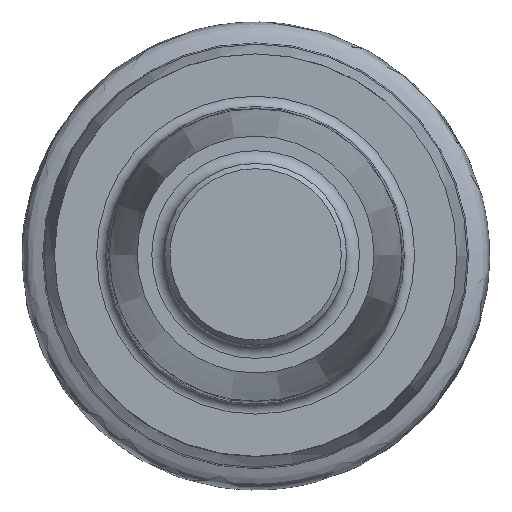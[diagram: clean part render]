
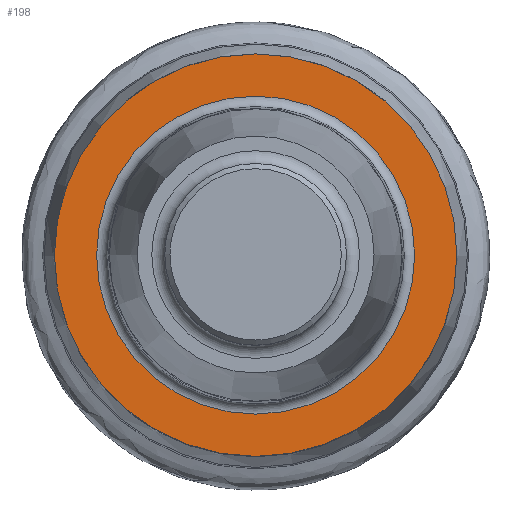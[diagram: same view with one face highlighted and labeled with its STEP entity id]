
A CAD part, top view. The second image highlights one B-rep face of the part: STEP entity #198.
In plain terms, the highlighted planar face has unit normal (0, 0, 1).
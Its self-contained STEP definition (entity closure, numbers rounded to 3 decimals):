
#159=PLANE('',#710);
#198=ADVANCED_FACE('CU_SU5',(#268,#269),#159,.F.);
#268=FACE_BOUND('',#328,.T.);
#269=FACE_BOUND('',#329,.T.);
#328=EDGE_LOOP('',(#412));
#329=EDGE_LOOP('',(#413));
#412=ORIENTED_EDGE('',*,*,#544,.T.);
#413=ORIENTED_EDGE('',*,*,#543,.F.);
#497=VERTEX_POINT('',#1160);
#498=VERTEX_POINT('',#1163);
#543=EDGE_CURVE('',#497,#497,#584,.T.);
#544=EDGE_CURVE('',#498,#498,#585,.T.);
#584=CIRCLE('',#707,7.75);
#585=CIRCLE('',#709,6.124);
#707=AXIS2_PLACEMENT_3D('',#1159,#844,#845);
#709=AXIS2_PLACEMENT_3D('',#1162,#848,#849);
#710=AXIS2_PLACEMENT_3D('',#1164,#850,#851);
#844=DIRECTION('',(0.,0.,-1.));
#845=DIRECTION('',(-1.,0.,0.));
#848=DIRECTION('',(0.,0.,-1.));
#849=DIRECTION('',(-1.,0.,0.));
#850=DIRECTION('',(0.,0.,-1.));
#851=DIRECTION('',(-1.,0.,0.));
#1159=CARTESIAN_POINT('',(0.,0.,0.));
#1160=CARTESIAN_POINT('',(-7.75,0.,0.));
#1162=CARTESIAN_POINT('',(0.,0.,0.));
#1163=CARTESIAN_POINT('',(-6.124,0.,0.));
#1164=CARTESIAN_POINT('',(-5.739,0.,0.));
